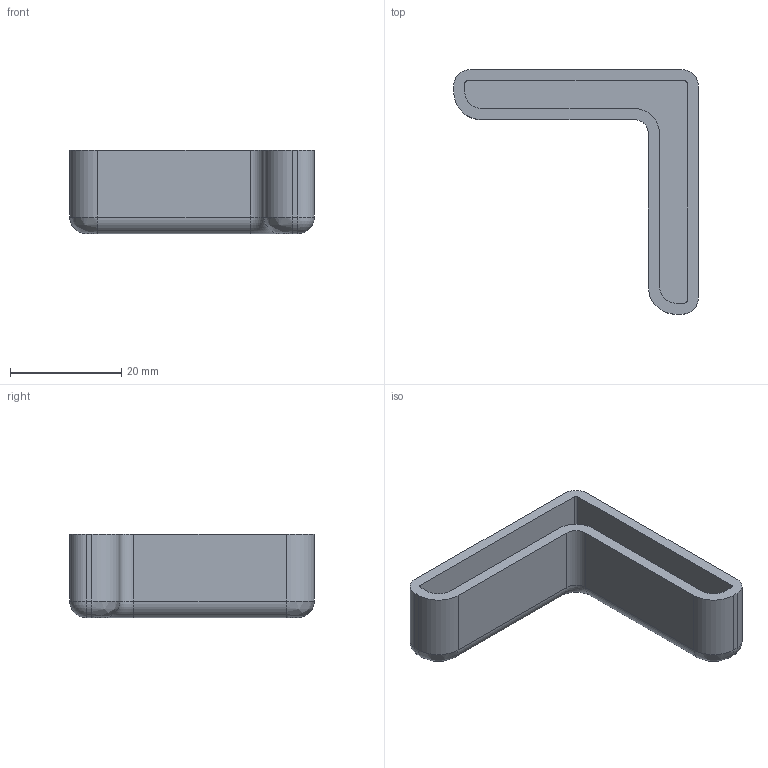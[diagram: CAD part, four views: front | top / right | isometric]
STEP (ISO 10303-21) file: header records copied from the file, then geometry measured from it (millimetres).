
FILE_DESCRIPTION( ( 'STEP AP203' ), '1' );
FILE_NAME( 'L40E.step', '2022-07-22T02:03:37', ( ' ' ), ( ' ' ), 'XStep 1.0', ' ', ' ' );
FILE_SCHEMA( ( 'CONFIG_CONTROL_DESIGN' ) );
Length unit declared in the file: millimetre
Products named in the file (1): 1
Bounding box: 44 x 44 x 15 mm (x, y, z)
Volume: 5244.1 mm3; surface area: 5687.5 mm2
Topology: 1 solids, 1 shells, 39 faces, 96 edges, 57 vertices
Faces by surface type: cylinder 18, plane 15, sphere 3, bspline 2, torus 1
Entity records: 1192 total; most frequent: CARTESIAN_POINT 220, DIRECTION 208, ORIENTED_EDGE 186, EDGE_CURVE 93, AXIS2_PLACEMENT_3D 77, VERTEX_POINT 57, LINE 54, VECTOR 54
